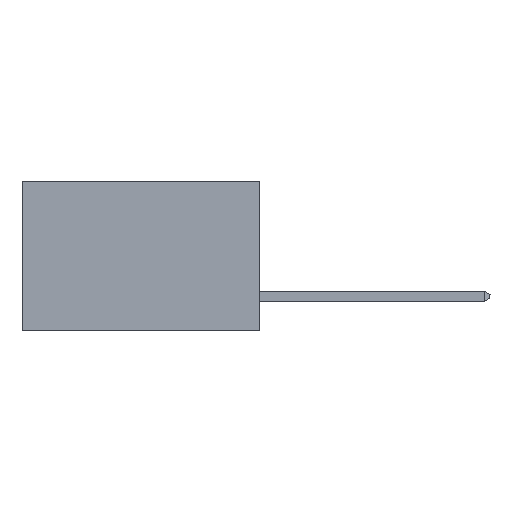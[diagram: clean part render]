
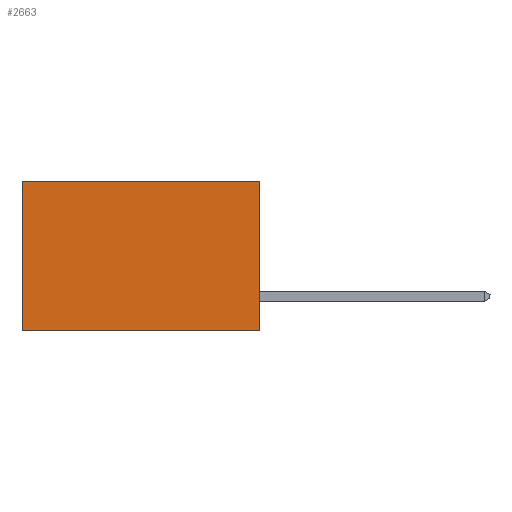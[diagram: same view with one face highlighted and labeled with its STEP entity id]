
A CAD part, left-side view. The second image highlights one B-rep face of the part: STEP entity #2663.
In plain terms, the highlighted planar face has unit normal (-1, 0, 0).
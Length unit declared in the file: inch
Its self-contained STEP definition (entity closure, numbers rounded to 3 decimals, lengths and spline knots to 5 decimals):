
#312 = VERTEX_POINT ( 'NONE', #2585 ) ;
#583 = DIRECTION ( 'NONE',  ( 0., 1., 0. ) ) ;
#667 = EDGE_CURVE ( 'NONE', #14811, #8914, #13533, .T. ) ;
#2585 = CARTESIAN_POINT ( 'NONE',  ( 0.277, 0., 0. ) ) ;
#2663 = ADVANCED_FACE ( 'NONE', ( #9937 ), #3965, .F. ) ;
#2792 = DIRECTION ( 'NONE',  ( 0., 1., 0. ) ) ;
#2960 = CARTESIAN_POINT ( 'NONE',  ( 0.277, 0., 0. ) ) ;
#3712 = CARTESIAN_POINT ( 'NONE',  ( 0.277, 0.59, 0. ) ) ;
#3722 = AXIS2_PLACEMENT_3D ( 'NONE', #8759, #9167, #13204 ) ;
#3965 = PLANE ( 'NONE',  #3722 ) ;
#4662 = EDGE_CURVE ( 'NONE', #14363, #8914, #10971, .T. ) ;
#5025 = ORIENTED_EDGE ( 'NONE', *, *, #7929, .T. ) ;
#5999 = VECTOR ( 'NONE', #2792, 39.37008 ) ;
#6686 = CARTESIAN_POINT ( 'NONE',  ( 0.277, 0.59, -0.37 ) ) ;
#6909 = VECTOR ( 'NONE', #13183, 39.37008 ) ;
#7270 = EDGE_LOOP ( 'NONE', ( #14085, #12258, #7795, #5025 ) ) ;
#7795 = ORIENTED_EDGE ( 'NONE', *, *, #12717, .F. ) ;
#7929 = EDGE_CURVE ( 'NONE', #312, #14363, #8622, .T. ) ;
#8622 = LINE ( 'NONE', #2960, #5999 ) ;
#8759 = CARTESIAN_POINT ( 'NONE',  ( 0.277, 0., -0.37 ) ) ;
#8914 = VERTEX_POINT ( 'NONE', #6686 ) ;
#8948 = CARTESIAN_POINT ( 'NONE',  ( 0.277, 0., -0.37 ) ) ;
#9167 = DIRECTION ( 'NONE',  ( 1., 0., 0. ) ) ;
#9699 = DIRECTION ( 'NONE',  ( 0., 0., -1. ) ) ;
#9834 = VECTOR ( 'NONE', #583, 39.37008 ) ;
#9868 = CARTESIAN_POINT ( 'NONE',  ( 0.277, 0.59, -0.37 ) ) ;
#9937 = FACE_OUTER_BOUND ( 'NONE', #7270, .T. ) ;
#10971 = LINE ( 'NONE', #9868, #14231 ) ;
#12258 = ORIENTED_EDGE ( 'NONE', *, *, #667, .F. ) ;
#12717 = EDGE_CURVE ( 'NONE', #312, #14811, #13607, .T. ) ;
#13183 = DIRECTION ( 'NONE',  ( 0., 0., -1. ) ) ;
#13204 = DIRECTION ( 'NONE',  ( 0., 0., -1. ) ) ;
#13533 = LINE ( 'NONE', #14941, #9834 ) ;
#13607 = LINE ( 'NONE', #14201, #6909 ) ;
#14085 = ORIENTED_EDGE ( 'NONE', *, *, #4662, .T. ) ;
#14201 = CARTESIAN_POINT ( 'NONE',  ( 0.277, 0., -0.37 ) ) ;
#14231 = VECTOR ( 'NONE', #9699, 39.37008 ) ;
#14363 = VERTEX_POINT ( 'NONE', #3712 ) ;
#14811 = VERTEX_POINT ( 'NONE', #8948 ) ;
#14941 = CARTESIAN_POINT ( 'NONE',  ( 0.277, 0., -0.37 ) ) ;
